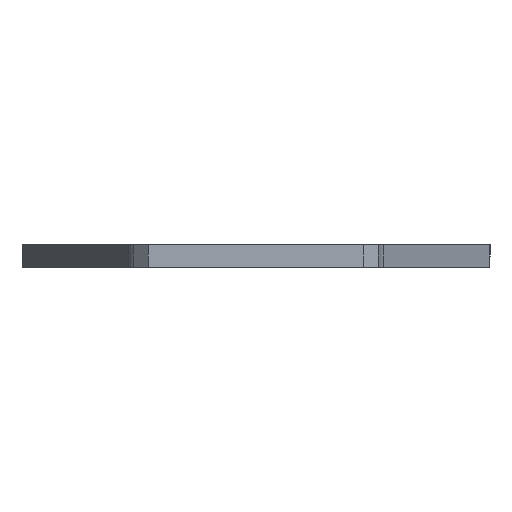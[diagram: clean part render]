
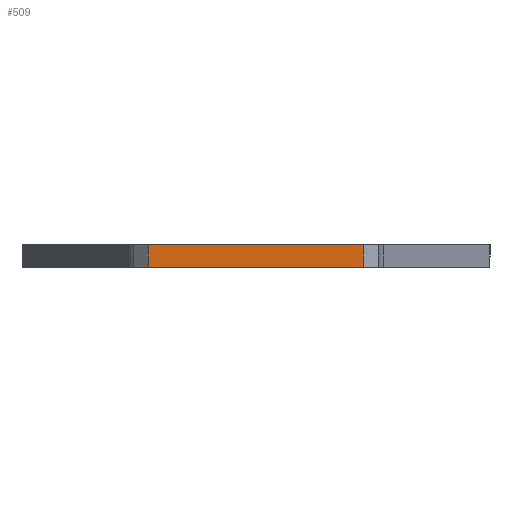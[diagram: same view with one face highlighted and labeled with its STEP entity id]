
A CAD part, front view. The second image highlights one B-rep face of the part: STEP entity #509.
In plain terms, the highlighted planar face has unit normal (0, -1, 0).
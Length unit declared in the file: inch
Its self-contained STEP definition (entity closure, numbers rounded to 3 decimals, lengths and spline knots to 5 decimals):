
#4 = ORIENTED_EDGE ( 'NONE', *, *, #59, .F. ) ;
#29 = LINE ( 'NONE', #800, #117 ) ;
#46 = LINE ( 'NONE', #50, #53 ) ;
#50 = CARTESIAN_POINT ( 'NONE',  ( -0.4399, -2.625, 0. ) ) ;
#53 = VECTOR ( 'NONE', #327, 39.37008 ) ;
#59 = EDGE_CURVE ( 'NONE', #1012, #1131, #641, .T. ) ;
#64 = PLANE ( 'NONE',  #524 ) ;
#80 = CARTESIAN_POINT ( 'NONE',  ( -0.5, -2.625, 0.09 ) ) ;
#117 = VECTOR ( 'NONE', #491, 39.37008 ) ;
#124 = CARTESIAN_POINT ( 'NONE',  ( 0.4399, -2.625, 0. ) ) ;
#140 = CARTESIAN_POINT ( 'NONE',  ( 0.4399, -2.625, 0.09 ) ) ;
#158 = DIRECTION ( 'NONE',  ( 0., 0., 1. ) ) ;
#234 = VERTEX_POINT ( 'NONE', #1200 ) ;
#243 = VECTOR ( 'NONE', #542, 39.37008 ) ;
#253 = DIRECTION ( 'NONE',  ( 0., 1., 0. ) ) ;
#277 = LINE ( 'NONE', #750, #243 ) ;
#327 = DIRECTION ( 'NONE',  ( 0., 0., 1. ) ) ;
#360 = VERTEX_POINT ( 'NONE', #124 ) ;
#491 = DIRECTION ( 'NONE',  ( 1., 0., 0. ) ) ;
#509 = ADVANCED_FACE ( 'NONE', ( #732 ), #64, .F. ) ;
#524 = AXIS2_PLACEMENT_3D ( 'NONE', #1046, #253, #158 ) ;
#542 = DIRECTION ( 'NONE',  ( 0., 0., -1. ) ) ;
#632 = ORIENTED_EDGE ( 'NONE', *, *, #752, .T. ) ;
#641 = LINE ( 'NONE', #80, #1089 ) ;
#683 = EDGE_LOOP ( 'NONE', ( #632, #906, #4, #1227 ) ) ;
#732 = FACE_OUTER_BOUND ( 'NONE', #683, .T. ) ;
#750 = CARTESIAN_POINT ( 'NONE',  ( 0.4399, -2.625, 0. ) ) ;
#752 = EDGE_CURVE ( 'NONE', #234, #360, #29, .T. ) ;
#800 = CARTESIAN_POINT ( 'NONE',  ( 0.5, -2.625, 0. ) ) ;
#843 = DIRECTION ( 'NONE',  ( 1., 0., 0. ) ) ;
#883 = CARTESIAN_POINT ( 'NONE',  ( -0.4399, -2.625, 0.09 ) ) ;
#906 = ORIENTED_EDGE ( 'NONE', *, *, #925, .F. ) ;
#925 = EDGE_CURVE ( 'NONE', #1131, #360, #277, .T. ) ;
#1012 = VERTEX_POINT ( 'NONE', #883 ) ;
#1046 = CARTESIAN_POINT ( 'NONE',  ( -0.5, -2.625, 0.09 ) ) ;
#1089 = VECTOR ( 'NONE', #843, 39.37008 ) ;
#1131 = VERTEX_POINT ( 'NONE', #140 ) ;
#1174 = EDGE_CURVE ( 'NONE', #234, #1012, #46, .T. ) ;
#1200 = CARTESIAN_POINT ( 'NONE',  ( -0.4399, -2.625, 0. ) ) ;
#1227 = ORIENTED_EDGE ( 'NONE', *, *, #1174, .F. ) ;
